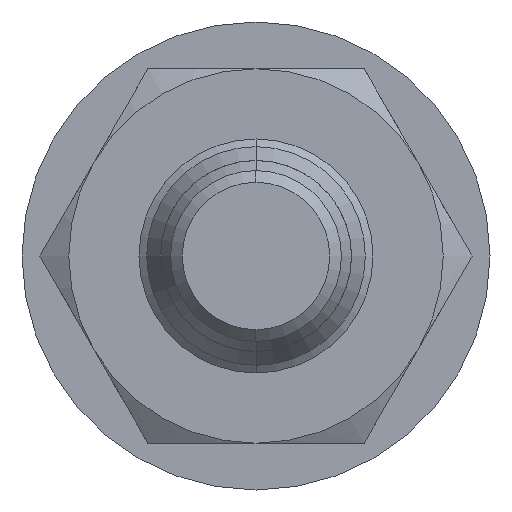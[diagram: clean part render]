
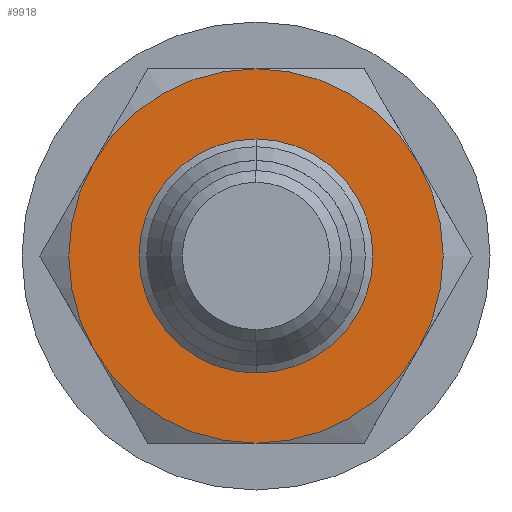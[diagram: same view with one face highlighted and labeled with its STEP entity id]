
A CAD part, left-side view. The second image highlights one B-rep face of the part: STEP entity #9918.
In plain terms, the highlighted face is planar.
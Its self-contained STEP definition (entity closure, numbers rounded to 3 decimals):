
#23 = ORIENTED_EDGE ( 'NONE', *, *, #1866, .T. ) ;
#107 = CIRCLE ( 'NONE', #9341, 8. ) ;
#275 = EDGE_CURVE ( 'NONE', #4031, #6105, #107, .T. ) ;
#291 = DIRECTION ( 'NONE',  ( 1., 0., 0. ) ) ;
#510 = EDGE_LOOP ( 'NONE', ( #5268, #9720 ) ) ;
#627 = DIRECTION ( 'NONE',  ( 1., 0., 0. ) ) ;
#753 = CIRCLE ( 'NONE', #7980, 5. ) ;
#826 = VERTEX_POINT ( 'NONE', #7776 ) ;
#834 = EDGE_CURVE ( 'NONE', #6446, #3100, #9865, .T. ) ;
#915 = AXIS2_PLACEMENT_3D ( 'NONE', #2439, #6430, #6217 ) ;
#1014 = DIRECTION ( 'NONE',  ( 1., 0., 0. ) ) ;
#1127 = DIRECTION ( 'NONE',  ( 0., 0., 1. ) ) ;
#1184 = CARTESIAN_POINT ( 'NONE',  ( 0., 0., -4. ) ) ;
#1461 = DIRECTION ( 'NONE',  ( 1., 0., 0. ) ) ;
#1490 = AXIS2_PLACEMENT_3D ( 'NONE', #6624, #8222, #1014 ) ;
#1546 = DIRECTION ( 'NONE',  ( 0., 0., 1. ) ) ;
#1683 = VERTEX_POINT ( 'NONE', #6254 ) ;
#1866 = EDGE_CURVE ( 'NONE', #826, #4031, #5004, .T. ) ;
#1869 = ORIENTED_EDGE ( 'NONE', *, *, #2514, .T. ) ;
#2260 = CARTESIAN_POINT ( 'NONE',  ( -8., 0., -4. ) ) ;
#2439 = CARTESIAN_POINT ( 'NONE',  ( 0., 0., -4. ) ) ;
#2484 = AXIS2_PLACEMENT_3D ( 'NONE', #6795, #10012, #291 ) ;
#2514 = EDGE_CURVE ( 'NONE', #3100, #826, #2841, .T. ) ;
#2756 = CARTESIAN_POINT ( 'NONE',  ( 4., -6.928, -4. ) ) ;
#2806 = AXIS2_PLACEMENT_3D ( 'NONE', #5496, #7141, #627 ) ;
#2834 = VERTEX_POINT ( 'NONE', #8654 ) ;
#2841 = CIRCLE ( 'NONE', #9054, 8. ) ;
#2898 = AXIS2_PLACEMENT_3D ( 'NONE', #1184, #1127, #5166 ) ;
#3070 = EDGE_CURVE ( 'NONE', #6446, #1683, #3892, .T. ) ;
#3100 = VERTEX_POINT ( 'NONE', #2756 ) ;
#3607 = CIRCLE ( 'NONE', #915, 5. ) ;
#3822 = DIRECTION ( 'NONE',  ( 0., 0., -1. ) ) ;
#3892 = CIRCLE ( 'NONE', #2898, 8. ) ;
#4031 = VERTEX_POINT ( 'NONE', #2260 ) ;
#4730 = DIRECTION ( 'NONE',  ( 1., 0., 0. ) ) ;
#4755 = CARTESIAN_POINT ( 'NONE',  ( -4., 6.928, -4. ) ) ;
#4953 = ORIENTED_EDGE ( 'NONE', *, *, #275, .T. ) ;
#5004 = CIRCLE ( 'NONE', #1490, 8. ) ;
#5166 = DIRECTION ( 'NONE',  ( 1., 0., 0. ) ) ;
#5268 = ORIENTED_EDGE ( 'NONE', *, *, #9915, .T. ) ;
#5273 = EDGE_LOOP ( 'NONE', ( #5589, #9258, #1869, #23, #4953, #8162 ) ) ;
#5311 = CIRCLE ( 'NONE', #2484, 8. ) ;
#5496 = CARTESIAN_POINT ( 'NONE',  ( 0., 0., -4. ) ) ;
#5529 = CARTESIAN_POINT ( 'NONE',  ( 8., 0., -4. ) ) ;
#5589 = ORIENTED_EDGE ( 'NONE', *, *, #3070, .F. ) ;
#6009 = DIRECTION ( 'NONE',  ( 0., 0., -1. ) ) ;
#6105 = VERTEX_POINT ( 'NONE', #4755 ) ;
#6217 = DIRECTION ( 'NONE',  ( 1., 0., 0. ) ) ;
#6254 = CARTESIAN_POINT ( 'NONE',  ( 4., 6.928, -4. ) ) ;
#6308 = FACE_OUTER_BOUND ( 'NONE', #5273, .T. ) ;
#6371 = CARTESIAN_POINT ( 'NONE',  ( 0., 0., -4. ) ) ;
#6430 = DIRECTION ( 'NONE',  ( 0., 0., 1. ) ) ;
#6446 = VERTEX_POINT ( 'NONE', #5529 ) ;
#6624 = CARTESIAN_POINT ( 'NONE',  ( 0., 0., -4. ) ) ;
#6755 = EDGE_CURVE ( 'NONE', #6105, #1683, #5311, .T. ) ;
#6795 = CARTESIAN_POINT ( 'NONE',  ( 0., 0., -4. ) ) ;
#7141 = DIRECTION ( 'NONE',  ( 0., 0., -1. ) ) ;
#7163 = CARTESIAN_POINT ( 'NONE',  ( 0., 0., -4. ) ) ;
#7702 = CARTESIAN_POINT ( 'NONE',  ( -5., 0., -4. ) ) ;
#7728 = CARTESIAN_POINT ( 'NONE',  ( 0., 0., -4. ) ) ;
#7776 = CARTESIAN_POINT ( 'NONE',  ( -4., -6.928, -4. ) ) ;
#7786 = AXIS2_PLACEMENT_3D ( 'NONE', #7163, #1546, #4730 ) ;
#7797 = PLANE ( 'NONE',  #7786 ) ;
#7980 = AXIS2_PLACEMENT_3D ( 'NONE', #6371, #10322, #8591 ) ;
#8162 = ORIENTED_EDGE ( 'NONE', *, *, #6755, .T. ) ;
#8222 = DIRECTION ( 'NONE',  ( 0., 0., -1. ) ) ;
#8591 = DIRECTION ( 'NONE',  ( 1., 0., 0. ) ) ;
#8654 = CARTESIAN_POINT ( 'NONE',  ( 5., 0., -4. ) ) ;
#8751 = FACE_BOUND ( 'NONE', #510, .T. ) ;
#9054 = AXIS2_PLACEMENT_3D ( 'NONE', #7728, #3822, #1461 ) ;
#9234 = DIRECTION ( 'NONE',  ( 1., 0., 0. ) ) ;
#9258 = ORIENTED_EDGE ( 'NONE', *, *, #834, .T. ) ;
#9341 = AXIS2_PLACEMENT_3D ( 'NONE', #10122, #6009, #9234 ) ;
#9537 = EDGE_CURVE ( 'NONE', #2834, #9836, #3607, .T. ) ;
#9720 = ORIENTED_EDGE ( 'NONE', *, *, #9537, .T. ) ;
#9836 = VERTEX_POINT ( 'NONE', #7702 ) ;
#9865 = CIRCLE ( 'NONE', #2806, 8. ) ;
#9915 = EDGE_CURVE ( 'NONE', #9836, #2834, #753, .T. ) ;
#9918 = ADVANCED_FACE ( 'NONE', ( #6308, #8751 ), #7797, .F. ) ;
#10012 = DIRECTION ( 'NONE',  ( 0., 0., -1. ) ) ;
#10122 = CARTESIAN_POINT ( 'NONE',  ( 0., 0., -4. ) ) ;
#10322 = DIRECTION ( 'NONE',  ( 0., 0., 1. ) ) ;
